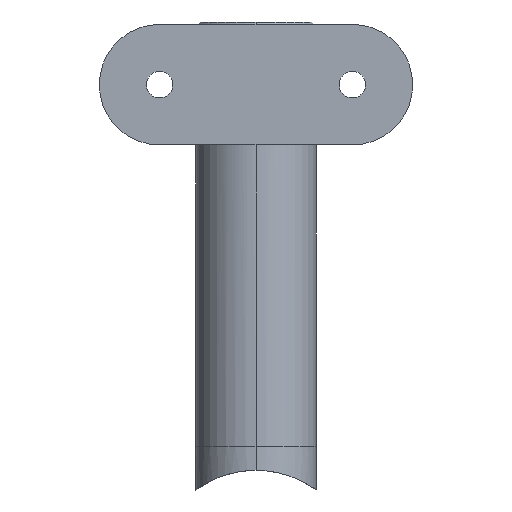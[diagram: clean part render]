
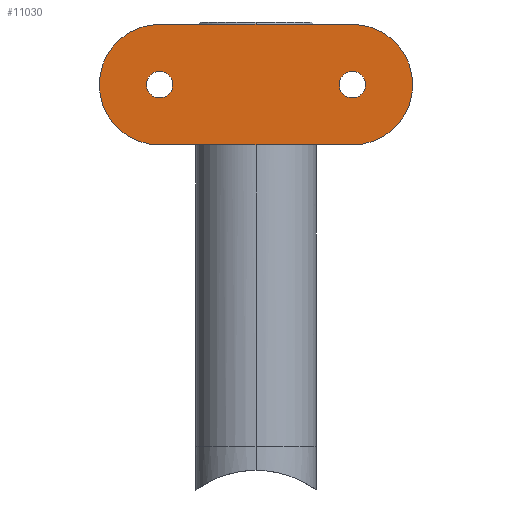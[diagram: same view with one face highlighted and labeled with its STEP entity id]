
A CAD part, front view. The second image highlights one B-rep face of the part: STEP entity #11030.
In plain terms, the highlighted face is planar.
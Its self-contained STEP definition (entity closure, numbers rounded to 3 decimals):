
#140 = ORIENTED_EDGE ( 'NONE', *, *, #7083, .T. ) ;
#705 = ORIENTED_EDGE ( 'NONE', *, *, #1649, .T. ) ;
#1336 = VERTEX_POINT ( 'NONE', #12923 ) ;
#1529 = CIRCLE ( 'NONE', #16138, 2.75 ) ;
#1552 = EDGE_CURVE ( 'NONE', #14561, #4293, #1529, .T. ) ;
#1649 = EDGE_CURVE ( 'NONE', #6553, #8390, #5259, .T. ) ;
#1814 = CIRCLE ( 'NONE', #2389, 2.75 ) ;
#1898 = DIRECTION ( 'NONE',  ( 0., 0., 1. ) ) ;
#2177 = ORIENTED_EDGE ( 'NONE', *, *, #17863, .T. ) ;
#2389 = AXIS2_PLACEMENT_3D ( 'NONE', #17145, #4412, #9198 ) ;
#2442 = VERTEX_POINT ( 'NONE', #20321 ) ;
#2521 = DIRECTION ( 'NONE',  ( 0., -1., 0. ) ) ;
#2656 = ORIENTED_EDGE ( 'NONE', *, *, #1552, .F. ) ;
#3099 = ORIENTED_EDGE ( 'NONE', *, *, #16397, .F. ) ;
#3161 = EDGE_LOOP ( 'NONE', ( #4040, #15168 ) ) ;
#3426 = CARTESIAN_POINT ( 'NONE',  ( 12.5, 2., 20. ) ) ;
#3516 = LINE ( 'NONE', #9566, #18891 ) ;
#3699 = CARTESIAN_POINT ( 'NONE',  ( 0., 2., 20. ) ) ;
#3744 = CARTESIAN_POINT ( 'NONE',  ( 0., 2., -20. ) ) ;
#3923 = DIRECTION ( 'NONE',  ( 0., 0., 1. ) ) ;
#3974 = AXIS2_PLACEMENT_3D ( 'NONE', #6546, #12807, #5002 ) ;
#4040 = ORIENTED_EDGE ( 'NONE', *, *, #9334, .F. ) ;
#4123 = DIRECTION ( 'NONE',  ( 0., 0., -1. ) ) ;
#4293 = VERTEX_POINT ( 'NONE', #18653 ) ;
#4412 = DIRECTION ( 'NONE',  ( 0., 1., 0. ) ) ;
#4657 = EDGE_LOOP ( 'NONE', ( #2656, #13104 ) ) ;
#5002 = DIRECTION ( 'NONE',  ( 0., 0., -1. ) ) ;
#5101 = DIRECTION ( 'NONE',  ( 0., 1., 0. ) ) ;
#5123 = DIRECTION ( 'NONE',  ( 0., 0., -1. ) ) ;
#5259 = CIRCLE ( 'NONE', #5414, 12.5 ) ;
#5414 = AXIS2_PLACEMENT_3D ( 'NONE', #3699, #14766, #11725 ) ;
#5792 = AXIS2_PLACEMENT_3D ( 'NONE', #18477, #7204, #3923 ) ;
#5800 = CARTESIAN_POINT ( 'NONE',  ( 0., 2., 17.25 ) ) ;
#6206 = CIRCLE ( 'NONE', #8164, 2.75 ) ;
#6546 = CARTESIAN_POINT ( 'NONE',  ( 0., 2., -20. ) ) ;
#6553 = VERTEX_POINT ( 'NONE', #6701 ) ;
#6584 = AXIS2_PLACEMENT_3D ( 'NONE', #3744, #19598, #14803 ) ;
#6701 = CARTESIAN_POINT ( 'NONE',  ( -12.5, 2., 20. ) ) ;
#7052 = LINE ( 'NONE', #7092, #11124 ) ;
#7083 = EDGE_CURVE ( 'NONE', #2442, #18404, #15512, .T. ) ;
#7092 = CARTESIAN_POINT ( 'NONE',  ( -12.5, 2., 32.5 ) ) ;
#7204 = DIRECTION ( 'NONE',  ( 0., 1., 0. ) ) ;
#8164 = AXIS2_PLACEMENT_3D ( 'NONE', #10360, #13688, #12091 ) ;
#8390 = VERTEX_POINT ( 'NONE', #15931 ) ;
#9198 = DIRECTION ( 'NONE',  ( 0., 0., 1. ) ) ;
#9315 = EDGE_LOOP ( 'NONE', ( #19058, #140, #16553, #3099, #705, #2177 ) ) ;
#9334 = EDGE_CURVE ( 'NONE', #1336, #15841, #1814, .T. ) ;
#9489 = FACE_BOUND ( 'NONE', #4657, .T. ) ;
#9566 = CARTESIAN_POINT ( 'NONE',  ( 12.5, 2., 32.5 ) ) ;
#9587 = DIRECTION ( 'NONE',  ( 0., 1., 0. ) ) ;
#10360 = CARTESIAN_POINT ( 'NONE',  ( 0., 2., 20. ) ) ;
#10563 = PLANE ( 'NONE',  #16468 ) ;
#10718 = FACE_OUTER_BOUND ( 'NONE', #9315, .T. ) ;
#11030 = ADVANCED_FACE ( 'NONE', ( #17898, #9489, #10718 ), #10563, .F. ) ;
#11124 = VECTOR ( 'NONE', #19741, 1000. ) ;
#11379 = CARTESIAN_POINT ( 'NONE',  ( 0., 2., -20. ) ) ;
#11454 = CARTESIAN_POINT ( 'NONE',  ( 0., 2., -17.25 ) ) ;
#11725 = DIRECTION ( 'NONE',  ( 0., 0., -1. ) ) ;
#11809 = EDGE_CURVE ( 'NONE', #17369, #2442, #3516, .T. ) ;
#12091 = DIRECTION ( 'NONE',  ( 0., 0., 1. ) ) ;
#12144 = CARTESIAN_POINT ( 'NONE',  ( -12.5, 2., -20. ) ) ;
#12757 = DIRECTION ( 'NONE',  ( 0., 0., -1. ) ) ;
#12807 = DIRECTION ( 'NONE',  ( 0., 1., 0. ) ) ;
#12923 = CARTESIAN_POINT ( 'NONE',  ( 0., 2., 22.75 ) ) ;
#13104 = ORIENTED_EDGE ( 'NONE', *, *, #19354, .F. ) ;
#13688 = DIRECTION ( 'NONE',  ( 0., 1., 0. ) ) ;
#14097 = CIRCLE ( 'NONE', #5792, 2.75 ) ;
#14561 = VERTEX_POINT ( 'NONE', #11454 ) ;
#14756 = AXIS2_PLACEMENT_3D ( 'NONE', #19064, #9587, #12757 ) ;
#14766 = DIRECTION ( 'NONE',  ( 0., 1., 0. ) ) ;
#14803 = DIRECTION ( 'NONE',  ( 0., 0., -1. ) ) ;
#15168 = ORIENTED_EDGE ( 'NONE', *, *, #19259, .F. ) ;
#15512 = CIRCLE ( 'NONE', #3974, 12.5 ) ;
#15841 = VERTEX_POINT ( 'NONE', #5800 ) ;
#15931 = CARTESIAN_POINT ( 'NONE',  ( 0., 2., 32.5 ) ) ;
#16138 = AXIS2_PLACEMENT_3D ( 'NONE', #11379, #5101, #1898 ) ;
#16397 = EDGE_CURVE ( 'NONE', #6553, #17541, #7052, .T. ) ;
#16468 = AXIS2_PLACEMENT_3D ( 'NONE', #18247, #2521, #4123 ) ;
#16553 = ORIENTED_EDGE ( 'NONE', *, *, #18090, .T. ) ;
#16843 = CIRCLE ( 'NONE', #6584, 12.5 ) ;
#17145 = CARTESIAN_POINT ( 'NONE',  ( 0., 2., 20. ) ) ;
#17369 = VERTEX_POINT ( 'NONE', #3426 ) ;
#17541 = VERTEX_POINT ( 'NONE', #12144 ) ;
#17585 = CIRCLE ( 'NONE', #14756, 12.5 ) ;
#17863 = EDGE_CURVE ( 'NONE', #8390, #17369, #17585, .T. ) ;
#17898 = FACE_BOUND ( 'NONE', #3161, .T. ) ;
#18090 = EDGE_CURVE ( 'NONE', #18404, #17541, #16843, .T. ) ;
#18247 = CARTESIAN_POINT ( 'NONE',  ( -12.5, 2., 32.5 ) ) ;
#18404 = VERTEX_POINT ( 'NONE', #18862 ) ;
#18477 = CARTESIAN_POINT ( 'NONE',  ( 0., 2., -20. ) ) ;
#18653 = CARTESIAN_POINT ( 'NONE',  ( 0., 2., -22.75 ) ) ;
#18862 = CARTESIAN_POINT ( 'NONE',  ( 0., 2., -32.5 ) ) ;
#18891 = VECTOR ( 'NONE', #5123, 1000. ) ;
#19058 = ORIENTED_EDGE ( 'NONE', *, *, #11809, .T. ) ;
#19064 = CARTESIAN_POINT ( 'NONE',  ( 0., 2., 20. ) ) ;
#19259 = EDGE_CURVE ( 'NONE', #15841, #1336, #6206, .T. ) ;
#19354 = EDGE_CURVE ( 'NONE', #4293, #14561, #14097, .T. ) ;
#19598 = DIRECTION ( 'NONE',  ( 0., 1., 0. ) ) ;
#19741 = DIRECTION ( 'NONE',  ( 0., 0., -1. ) ) ;
#20321 = CARTESIAN_POINT ( 'NONE',  ( 12.5, 2., -20. ) ) ;
